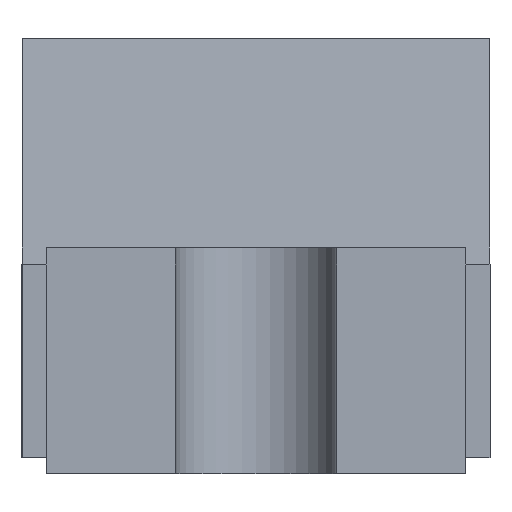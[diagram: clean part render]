
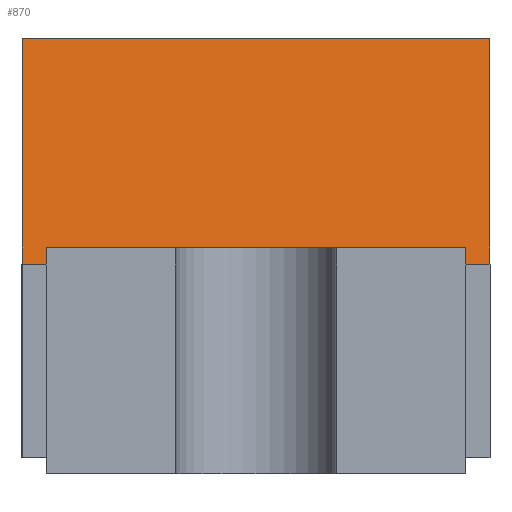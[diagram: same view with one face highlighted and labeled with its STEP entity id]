
A CAD part, front view. The second image highlights one B-rep face of the part: STEP entity #870.
In plain terms, the highlighted planar face has unit normal (0, -0.991, 0.131).
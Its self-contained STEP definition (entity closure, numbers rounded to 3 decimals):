
#37=FACE_OUTER_BOUND('',#87,.T.);
#87=EDGE_LOOP('',(#612,#613,#614,#615));
#157=LINE('',#1277,#265);
#164=LINE('',#1290,#272);
#165=LINE('',#1293,#273);
#166=LINE('',#1294,#274);
#265=VECTOR('',#1040,1400.);
#272=VECTOR('',#1051,1400.);
#273=VECTOR('',#1054,1400.);
#274=VECTOR('',#1055,1400.);
#368=VERTEX_POINT('',#1273);
#370=VERTEX_POINT('',#1276);
#374=VERTEX_POINT('',#1288);
#375=VERTEX_POINT('',#1292);
#457=EDGE_CURVE('',#370,#368,#157,.T.);
#464=EDGE_CURVE('',#374,#368,#164,.T.);
#465=EDGE_CURVE('',#375,#370,#165,.T.);
#466=EDGE_CURVE('',#374,#375,#166,.T.);
#612=ORIENTED_EDGE('',*,*,#465,.T.);
#613=ORIENTED_EDGE('',*,*,#457,.T.);
#614=ORIENTED_EDGE('',*,*,#464,.F.);
#615=ORIENTED_EDGE('',*,*,#466,.T.);
#803=PLANE('',#942);
#870=ADVANCED_FACE('',(#37),#803,.T.);
#942=AXIS2_PLACEMENT_3D('',#1291,#1052,#1053);
#1040=DIRECTION('',(1.,0.,0.));
#1051=DIRECTION('',(0.,-0.131,-0.991));
#1052=DIRECTION('center_axis',(0.,-0.991,
0.131));
#1053=DIRECTION('ref_axis',(0.,-0.131,-0.991));
#1054=DIRECTION('',(0.,-0.131,-0.991));
#1055=DIRECTION('',(-1.,0.,0.));
#1273=CARTESIAN_POINT('',(0.357,-1.517,0.33));
#1276=CARTESIAN_POINT('',(-0.658,-1.517,0.33));
#1277=CARTESIAN_POINT('',(-0.15,-1.517,0.33));
#1288=CARTESIAN_POINT('',(0.357,-1.453,0.82));
#1290=CARTESIAN_POINT('',(0.357,-1.453,0.82));
#1291=CARTESIAN_POINT('Origin',(0.103,-1.485,0.575));
#1292=CARTESIAN_POINT('',(-0.658,-1.453,0.82));
#1293=CARTESIAN_POINT('',(-0.658,-1.485,0.575));
#1294=CARTESIAN_POINT('',(0.103,-1.453,0.82));
